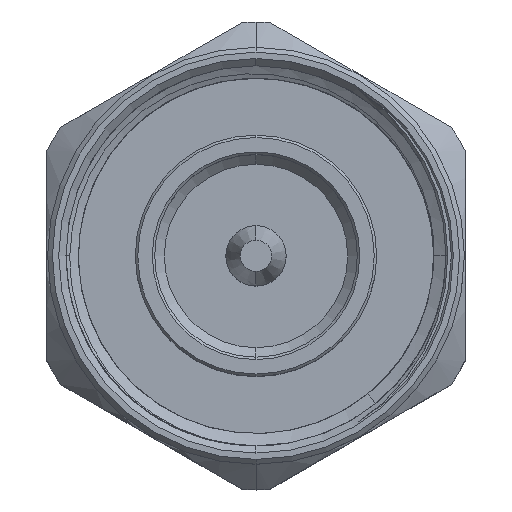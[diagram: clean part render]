
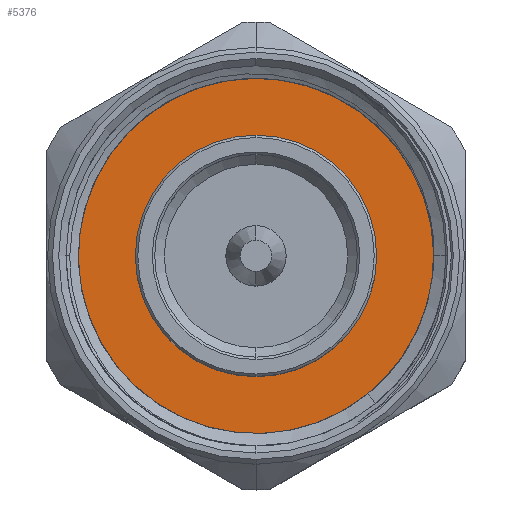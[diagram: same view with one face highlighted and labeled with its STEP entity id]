
A CAD part, top view. The second image highlights one B-rep face of the part: STEP entity #5376.
In plain terms, the highlighted face is planar.
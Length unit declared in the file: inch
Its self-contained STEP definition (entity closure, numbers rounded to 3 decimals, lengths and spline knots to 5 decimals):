
#15 = CARTESIAN_POINT ( 'NONE',  ( 0.3317, 0.25057, -0.28294 ) ) ;
#51 = CARTESIAN_POINT ( 'NONE',  ( 0.3317, 0.17602, -0.33744 ) ) ;
#86 = CARTESIAN_POINT ( 'NONE',  ( 0.3317, 0.01709, -0.38465 ) ) ;
#100 = EDGE_CURVE ( 'NONE', #4514, #493, #2156, .T. ) ;
#119 = CARTESIAN_POINT ( 'NONE',  ( 0.3317, 0.36341, -0.07443 ) ) ;
#227 = VERTEX_POINT ( 'NONE', #5306 ) ;
#407 = DIRECTION ( 'NONE',  ( -1., 0., 0. ) ) ;
#493 = VERTEX_POINT ( 'NONE', #4693 ) ;
#573 = CARTESIAN_POINT ( 'NONE',  ( 0.3317, 0.31944, -0.19606 ) ) ;
#609 = CARTESIAN_POINT ( 'NONE',  ( 0.3317, 0.07264, -0.37827 ) ) ;
#659 = EDGE_CURVE ( 'NONE', #4734, #4514, #4963, .T. ) ;
#728 = CARTESIAN_POINT ( 'NONE',  ( 0.3317, -0.27282, -0.28385 ) ) ;
#761 = CARTESIAN_POINT ( 'NONE',  ( 0.3317, -0.16408, -0.3544 ) ) ;
#944 = DIRECTION ( 'NONE',  ( 0., -1., 0. ) ) ;
#1007 = ORIENTED_EDGE ( 'NONE', *, *, #659, .T. ) ;
#1133 = CARTESIAN_POINT ( 'NONE',  ( 0.3317, 0.36886, -0.01871 ) ) ;
#1143 = CARTESIAN_POINT ( 'NONE',  ( 0.3317, -0.11165, -0.37259 ) ) ;
#1200 = CARTESIAN_POINT ( 'NONE',  ( 0.3317, 0.36833, 0. ) ) ;
#1211 = CARTESIAN_POINT ( 'NONE',  ( 0.3317, -0.19728, -0.33825 ) ) ;
#1311 = CIRCLE ( 'NONE', #5646, 0.24999 ) ;
#1380 = EDGE_CURVE ( 'NONE', #493, #227, #6728, .T. ) ;
#1680 = CARTESIAN_POINT ( 'NONE',  ( 0.3317, -0.03846, -0.38495 ) ) ;
#1730 = ORIENTED_EDGE ( 'NONE', *, *, #6581, .F. ) ;
#1798 = CARTESIAN_POINT ( 'NONE',  ( 0.3317, -0.21342, -0.32895 ) ) ;
#1870 = DIRECTION ( 'NONE',  ( 0., -1., 0. ) ) ;
#2109 = CARTESIAN_POINT ( 'NONE',  ( 0.3317, 0.35974, -0.0927 ) ) ;
#2156 = CIRCLE ( 'NONE', #4816, 0.3937 ) ;
#2210 = CARTESIAN_POINT ( 'NONE',  ( 0.3317, -0.00149, -0.38553 ) ) ;
#2298 = CARTESIAN_POINT ( 'NONE',  ( 0.3317, 0., 0. ) ) ;
#2329 = EDGE_LOOP ( 'NONE', ( #1730, #4624 ) ) ;
#2377 = DIRECTION ( 'NONE',  ( 0., -1., 0. ) ) ;
#2423 = FACE_OUTER_BOUND ( 'NONE', #2979, .T. ) ;
#2431 = DIRECTION ( 'NONE',  ( 0., -1., 0. ) ) ;
#2449 = ORIENTED_EDGE ( 'NONE', *, *, #3376, .T. ) ;
#2475 = AXIS2_PLACEMENT_3D ( 'NONE', #5633, #407, #1870 ) ;
#2501 = AXIS2_PLACEMENT_3D ( 'NONE', #3400, #3361, #2377 ) ;
#2555 = DIRECTION ( 'NONE',  ( 0., -1., 0. ) ) ;
#2693 = CARTESIAN_POINT ( 'NONE',  ( 0.3317, 0.20734, -0.31787 ) ) ;
#2979 = EDGE_LOOP ( 'NONE', ( #3610, #5732, #2449, #1007 ) ) ;
#3009 = CARTESIAN_POINT ( 'NONE',  ( 0.3317, -0.27282, -0.28385 ) ) ;
#3258 = CARTESIAN_POINT ( 'NONE',  ( 0.3317, 0.10823, -0.36857 ) ) ;
#3292 = CARTESIAN_POINT ( 'NONE',  ( 0.3317, -0.09337, -0.37703 ) ) ;
#3361 = DIRECTION ( 'NONE',  ( -1., 0., 0. ) ) ;
#3376 = EDGE_CURVE ( 'NONE', #227, #4734, #5251, .T. ) ;
#3396 = VERTEX_POINT ( 'NONE', #4658 ) ;
#3400 = CARTESIAN_POINT ( 'NONE',  ( 0.3317, 0., 0. ) ) ;
#3610 = ORIENTED_EDGE ( 'NONE', *, *, #100, .T. ) ;
#3630 = EDGE_CURVE ( 'NONE', #5637, #3396, #5496, .T. ) ;
#3697 = CARTESIAN_POINT ( 'NONE',  ( 0.3317, 0.32839, -0.17951 ) ) ;
#3800 = CARTESIAN_POINT ( 'NONE',  ( 0.3317, -0.05683, -0.38319 ) ) ;
#3900 = CARTESIAN_POINT ( 'NONE',  ( 0.3317, 0., 0. ) ) ;
#4098 = DIRECTION ( 'NONE',  ( -1., 0., 0. ) ) ;
#4246 = CARTESIAN_POINT ( 'NONE',  ( 0.3317, 0.22225, -0.30698 ) ) ;
#4514 = VERTEX_POINT ( 'NONE', #3009 ) ;
#4624 = ORIENTED_EDGE ( 'NONE', *, *, #3630, .F. ) ;
#4658 = CARTESIAN_POINT ( 'NONE',  ( 0.3317, -0.24999, 0. ) ) ;
#4693 = CARTESIAN_POINT ( 'NONE',  ( 0.3317, -0.3937, 0. ) ) ;
#4734 = VERTEX_POINT ( 'NONE', #5044 ) ;
#4758 = CARTESIAN_POINT ( 'NONE',  ( 0.3317, 0., 0. ) ) ;
#4777 = CARTESIAN_POINT ( 'NONE',  ( 0.3317, 0.29945, -0.22719 ) ) ;
#4816 = AXIS2_PLACEMENT_3D ( 'NONE', #3900, #5015, #5476 ) ;
#4844 = CARTESIAN_POINT ( 'NONE',  ( 0.3317, 0.02643, -0.38387 ) ) ;
#4963 = B_SPLINE_CURVE_WITH_KNOTS ( 'NONE', 3,
 ( #1200, #1133, #5900, #119, #2109, #6360, #5409, #3697, #573, #4777, #5833, #6492, #15, #4246, #2693, #51, #6433, #3258, #609, #4844, #86, #2210, #6459, #1680, #3800, #3292, #1143, #6471, #761, #1211, #1798, #5387, #5528, #728 ),
 .UNSPECIFIED., .F., .F.,
 ( 4, 2, 2, 2, 2, 2, 2, 2, 2, 2, 2, 2, 2, 2, 2, 2, 4 ),
 ( 0., 0.00142, 0.00284, 0.00426, 0.00568, 0.0071, 0.00853, 0.00995, 0.01137, 0.01421, 0.01492, 0.01563, 0.01705, 0.01847, 0.01989, 0.02131, 0.02273 ),
 .UNSPECIFIED. ) ;
#5015 = DIRECTION ( 'NONE',  ( -1., 0., 0. ) ) ;
#5044 = CARTESIAN_POINT ( 'NONE',  ( 0.3317, 0.36833, 0. ) ) ;
#5161 = AXIS2_PLACEMENT_3D ( 'NONE', #2298, #6656, #2431 ) ;
#5172 = PLANE ( 'NONE',  #2475 ) ;
#5194 = CARTESIAN_POINT ( 'NONE',  ( 0.3317, 0., 0. ) ) ;
#5251 = LINE ( 'NONE', #4758, #6843 ) ;
#5306 = CARTESIAN_POINT ( 'NONE',  ( 0.3317, 0.3937, 0. ) ) ;
#5376 = ADVANCED_FACE ( 'NONE', ( #6224, #2423 ), #5172, .T. ) ;
#5387 = CARTESIAN_POINT ( 'NONE',  ( 0.3317, -0.24435, -0.30799 ) ) ;
#5409 = CARTESIAN_POINT ( 'NONE',  ( 0.3317, 0.34356, -0.14563 ) ) ;
#5476 = DIRECTION ( 'NONE',  ( 0., -1., 0. ) ) ;
#5496 = CIRCLE ( 'NONE', #2501, 0.24999 ) ;
#5528 = CARTESIAN_POINT ( 'NONE',  ( 0.3317, -0.259, -0.29645 ) ) ;
#5633 = CARTESIAN_POINT ( 'NONE',  ( 0.3317, 0., 0. ) ) ;
#5637 = VERTEX_POINT ( 'NONE', #6037 ) ;
#5646 = AXIS2_PLACEMENT_3D ( 'NONE', #5194, #4098, #2555 ) ;
#5732 = ORIENTED_EDGE ( 'NONE', *, *, #1380, .T. ) ;
#5833 = CARTESIAN_POINT ( 'NONE',  ( 0.3317, 0.28835, -0.24193 ) ) ;
#5900 = CARTESIAN_POINT ( 'NONE',  ( 0.3317, 0.36797, -0.03733 ) ) ;
#6037 = CARTESIAN_POINT ( 'NONE',  ( 0.3317, 0.24999, 0. ) ) ;
#6224 = FACE_BOUND ( 'NONE', #2329, .T. ) ;
#6360 = CARTESIAN_POINT ( 'NONE',  ( 0.3317, 0.34982, -0.12826 ) ) ;
#6433 = CARTESIAN_POINT ( 'NONE',  ( 0.3317, 0.15955, -0.34614 ) ) ;
#6459 = CARTESIAN_POINT ( 'NONE',  ( 0.3317, -0.01075, -0.38563 ) ) ;
#6471 = CARTESIAN_POINT ( 'NONE',  ( 0.3317, -0.14696, -0.36127 ) ) ;
#6492 = CARTESIAN_POINT ( 'NONE',  ( 0.3317, 0.26397, -0.26976 ) ) ;
#6581 = EDGE_CURVE ( 'NONE', #3396, #5637, #1311, .T. ) ;
#6656 = DIRECTION ( 'NONE',  ( -1., 0., 0. ) ) ;
#6728 = CIRCLE ( 'NONE', #5161, 0.3937 ) ;
#6843 = VECTOR ( 'NONE', #944, 39.37008 ) ;
